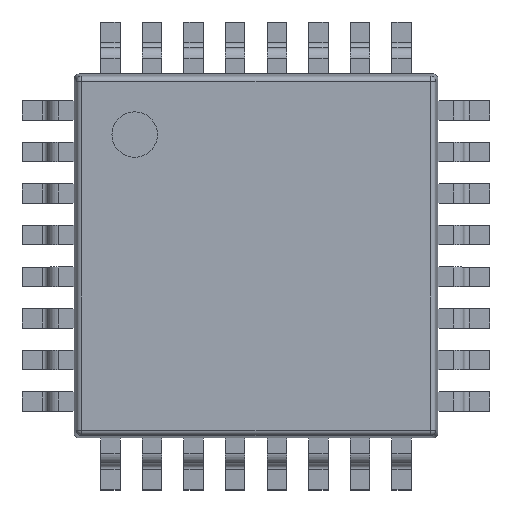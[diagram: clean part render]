
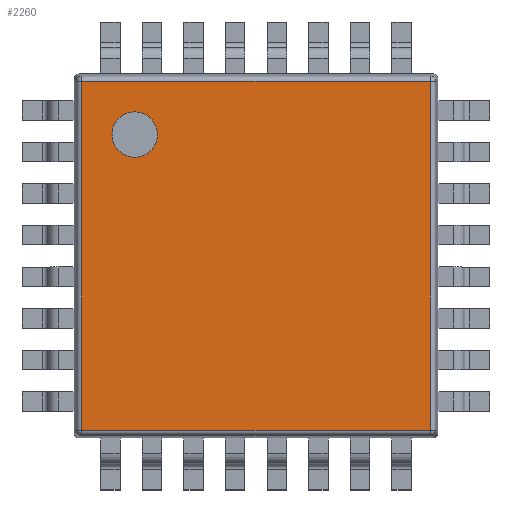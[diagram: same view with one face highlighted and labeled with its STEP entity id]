
A CAD part, top view. The second image highlights one B-rep face of the part: STEP entity #2260.
In plain terms, the highlighted planar face has unit normal (0, 0, 1).
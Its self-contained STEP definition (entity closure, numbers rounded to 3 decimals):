
#2084 = VERTEX_POINT('',#2085);
#2085 = CARTESIAN_POINT('',(0.145,0.145,1.2));
#2092 = EDGE_CURVE('',#2084,#2093,#2095,.T.);
#2093 = VERTEX_POINT('',#2094);
#2094 = CARTESIAN_POINT('',(0.145,6.855,1.2));
#2095 = LINE('',#2096,#2097);
#2096 = CARTESIAN_POINT('',(0.145,0.055,1.2));
#2097 = VECTOR('',#2098,1.);
#2098 = DIRECTION('',(0.,1.,0.));
#2135 = VERTEX_POINT('',#2136);
#2136 = CARTESIAN_POINT('',(6.855,0.145,1.2));
#2143 = EDGE_CURVE('',#2084,#2135,#2144,.T.);
#2144 = LINE('',#2145,#2146);
#2145 = CARTESIAN_POINT('',(0.055,0.145,1.2));
#2146 = VECTOR('',#2147,1.);
#2147 = DIRECTION('',(1.,0.,0.));
#2189 = EDGE_CURVE('',#2093,#2190,#2192,.T.);
#2190 = VERTEX_POINT('',#2191);
#2191 = CARTESIAN_POINT('',(6.855,6.855,1.2));
#2192 = LINE('',#2193,#2194);
#2193 = CARTESIAN_POINT('',(0.055,6.855,1.2));
#2194 = VECTOR('',#2195,1.);
#2195 = DIRECTION('',(1.,0.,0.));
#2220 = EDGE_CURVE('',#2135,#2190,#2221,.T.);
#2221 = LINE('',#2222,#2223);
#2222 = CARTESIAN_POINT('',(6.855,0.055,1.2));
#2223 = VECTOR('',#2224,1.);
#2224 = DIRECTION('',(0.,1.,0.));
#2260 = ADVANCED_FACE('',(#2261,#2267),#2278,.T.);
#2261 = FACE_BOUND('',#2262,.T.);
#2262 = EDGE_LOOP('',(#2263,#2264,#2265,#2266));
#2263 = ORIENTED_EDGE('',*,*,#2092,.F.);
#2264 = ORIENTED_EDGE('',*,*,#2143,.T.);
#2265 = ORIENTED_EDGE('',*,*,#2220,.T.);
#2266 = ORIENTED_EDGE('',*,*,#2189,.F.);
#2267 = FACE_BOUND('',#2268,.T.);
#2268 = EDGE_LOOP('',(#2269));
#2269 = ORIENTED_EDGE('',*,*,#2270,.F.);
#2270 = EDGE_CURVE('',#2271,#2271,#2273,.T.);
#2271 = VERTEX_POINT('',#2272);
#2272 = CARTESIAN_POINT('',(1.604,5.833,1.2));
#2273 = CIRCLE('',#2274,0.438);
#2274 = AXIS2_PLACEMENT_3D('',#2275,#2276,#2277);
#2275 = CARTESIAN_POINT('',(1.167,5.833,1.2));
#2276 = DIRECTION('',(0.,0.,1.));
#2277 = DIRECTION('',(1.,0.,0.));
#2278 = PLANE('',#2279);
#2279 = AXIS2_PLACEMENT_3D('',#2280,#2281,#2282);
#2280 = CARTESIAN_POINT('',(0.,0.,1.2));
#2281 = DIRECTION('',(0.,0.,1.));
#2282 = DIRECTION('',(1.,0.,0.));
